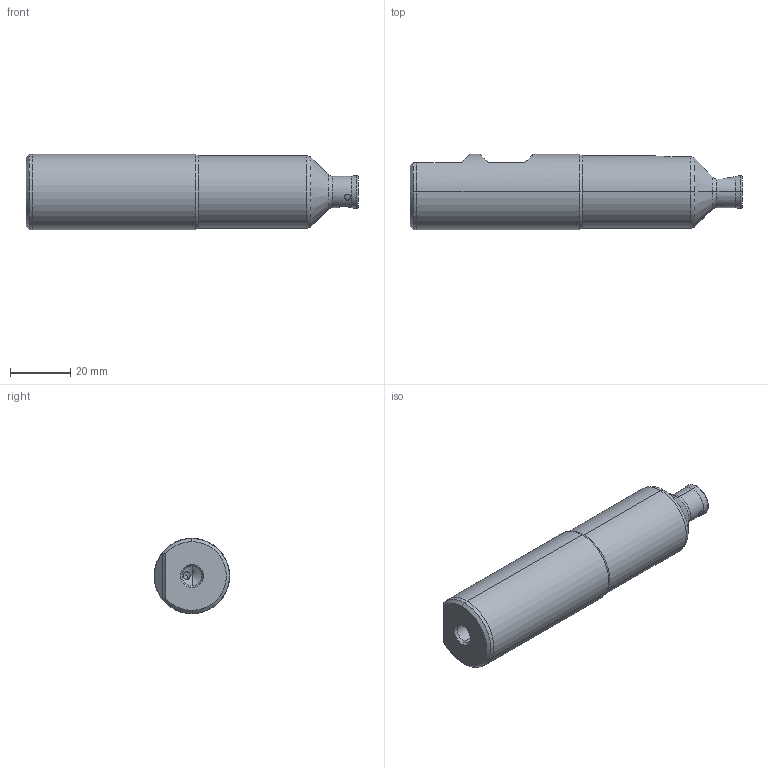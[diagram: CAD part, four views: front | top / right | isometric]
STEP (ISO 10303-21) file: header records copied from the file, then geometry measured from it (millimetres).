
FILE_DESCRIPTION (( 'STEP AP214' ), '1' );
FILE_NAME ('VS 90-M6-65.STEP', '2012-11-30T08:56:25', ( '' ), ( '' ), 'SwSTEP 2.0', 'SolidWorks 2012', '' );
FILE_SCHEMA (( 'AUTOMOTIVE_DESIGN' ));
Length unit declared in the file: millimetre
Products named in the file (1): VS 90-M6-65
Bounding box: 110 x 25 x 25 mm (x, y, z)
Volume: 40452.4 mm3; surface area: 10241.6 mm2
Topology: 1 solids, 1 shells, 57 faces, 137 edges, 83 vertices
Faces by surface type: cone 19, plane 16, cylinder 15, torus 7
Entity records: 2021 total; most frequent: CARTESIAN_POINT 543, DIRECTION 279, ORIENTED_EDGE 270, EDGE_CURVE 135, AXIS2_PLACEMENT_3D 111, VERTEX_POINT 83, EDGE_LOOP 64, ADVANCED_FACE 57
